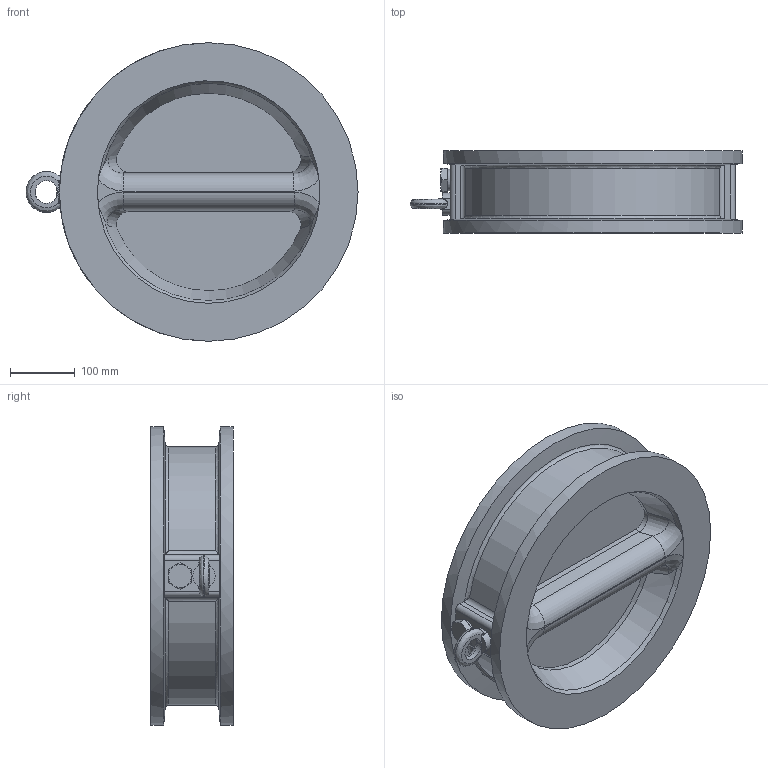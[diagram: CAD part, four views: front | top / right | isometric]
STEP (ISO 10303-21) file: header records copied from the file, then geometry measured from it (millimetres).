
FILE_DESCRIPTION((''),'2;1');
FILE_NAME('98100062.stp','2008-10-15T08:36:36',('hecker'),(''),'Autodesk Inventor 2008','Autodesk Inventor 2008','');
FILE_SCHEMA(('AUTOMOTIVE_DESIGN { 1 0 10303 214 1 1 1 1 }'));
Length unit declared in the file: millimetre
Products named in the file (1): 98100062
Bounding box: 512.5 x 127 x 461 mm (x, y, z)
Volume: 9515160.3 mm3; surface area: 852546.8 mm2
Topology: 1 solids, 1 shells, 239 faces, 640 edges, 418 vertices
Faces by surface type: plane 102, cylinder 77, bspline 36, cone 15, torus 9
Full cylindrical faces by diameter (mm): 2.7 x8, 23.196 x22, 25.027 x2, 33.25 x1, 35 x3, 37 x4, 340 x1, 355 x1, 461 x2
Entity records: 21460 total; most frequent: CARTESIAN_POINT 16319, ORIENTED_EDGE 1030, DIRECTION 918, EDGE_CURVE 515, AXIS2_PLACEMENT_3D 363, VERTEX_POINT 358, EDGE_LOOP 291, FACE_OUTER_BOUND 219
